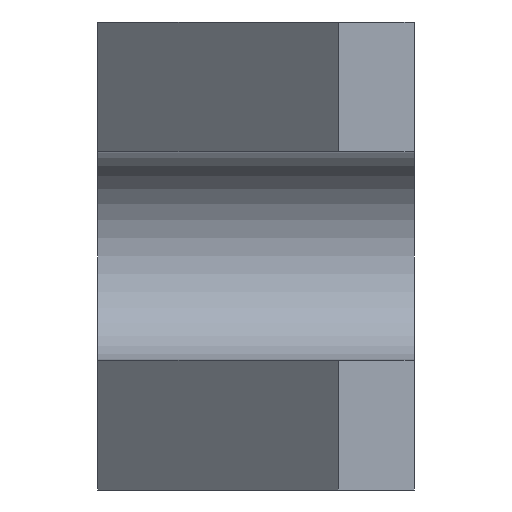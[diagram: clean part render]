
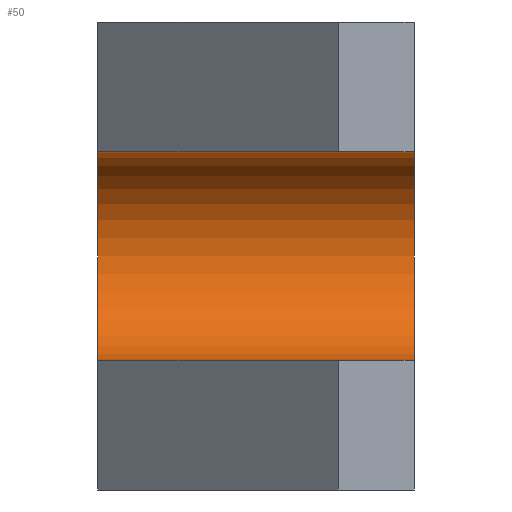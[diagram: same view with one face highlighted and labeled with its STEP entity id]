
A CAD part, left-side view. The second image highlights one B-rep face of the part: STEP entity #50.
In plain terms, the highlighted cylindrical face has radius 16.5 mm (diameter 33 mm), a partial arc.
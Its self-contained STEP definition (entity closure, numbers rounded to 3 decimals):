
#50=ADVANCED_FACE('',(#98),#99,.F.);
#98=FACE_OUTER_BOUND('',#141,.T.);
#99=CYLINDRICAL_SURFACE('',#142,16.5);
#141=EDGE_LOOP('',(#217,#218,#219,#220));
#142=AXIS2_PLACEMENT_3D('',#221,#222,#223);
#217=ORIENTED_EDGE('',*,*,#298,.F.);
#218=ORIENTED_EDGE('',*,*,#267,.F.);
#219=ORIENTED_EDGE('',*,*,#299,.T.);
#220=ORIENTED_EDGE('',*,*,#295,.T.);
#221=CARTESIAN_POINT('',(278.0,50.0,0.));
#222=DIRECTION('',(0.0,1.0,0.0));
#223=DIRECTION('',(0.0,0.0,-1.0));
#267=EDGE_CURVE('',#310,#312,#313,.T.);
#295=EDGE_CURVE('',#356,#354,#357,.T.);
#298=EDGE_CURVE('',#312,#354,#360,.T.);
#299=EDGE_CURVE('',#310,#356,#361,.T.);
#310=VERTEX_POINT('',#373);
#312=VERTEX_POINT('',#376);
#313=LINE('',#377,#378);
#354=VERTEX_POINT('',#437);
#356=VERTEX_POINT('',#440);
#357=LINE('',#441,#442);
#360=CIRCLE('',#446,16.5);
#361=CIRCLE('',#447,16.5);
#373=CARTESIAN_POINT('',(278.0,50.0,16.5));
#376=CARTESIAN_POINT('',(278.0,0.0,16.5));
#377=CARTESIAN_POINT('',(278.0,50.0,16.5));
#378=VECTOR('',#458,1000.0);
#437=CARTESIAN_POINT('',(278.0,0.0,-16.5));
#440=CARTESIAN_POINT('',(278.0,50.0,-16.5));
#441=CARTESIAN_POINT('',(278.0,50.0,-16.5));
#442=VECTOR('',#484,1000.0);
#446=AXIS2_PLACEMENT_3D('',#486,#487,#488);
#447=AXIS2_PLACEMENT_3D('',#489,#490,#491);
#458=DIRECTION('',(-0.0,-1.0,-0.0));
#484=DIRECTION('',(-0.0,-1.0,-0.0));
#486=CARTESIAN_POINT('',(278.0,0.0,0.));
#487=DIRECTION('',(-0.0,1.0,0.0));
#488=DIRECTION('',(1.0,0.0,0.0));
#489=CARTESIAN_POINT('',(278.0,50.0,0.));
#490=DIRECTION('',(-0.0,1.0,0.0));
#491=DIRECTION('',(1.0,0.0,0.0));
